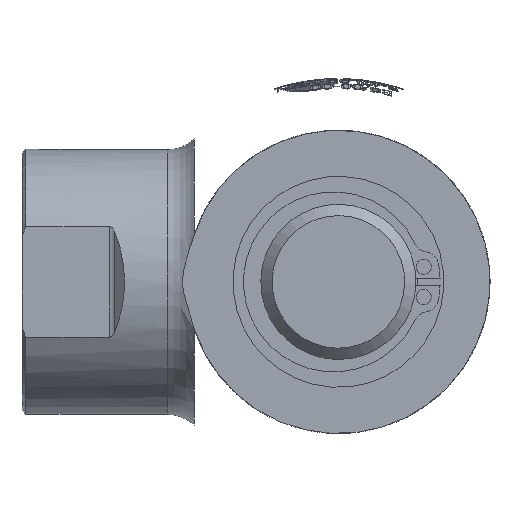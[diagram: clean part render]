
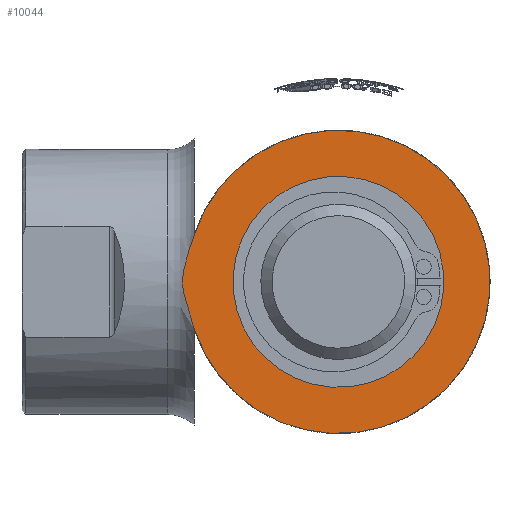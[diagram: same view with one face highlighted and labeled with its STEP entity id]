
A CAD part, left-side view. The second image highlights one B-rep face of the part: STEP entity #10044.
In plain terms, the highlighted planar face has unit normal (-1, 0, 0).
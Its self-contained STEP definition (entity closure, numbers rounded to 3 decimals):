
#223=B_SPLINE_CURVE_WITH_KNOTS('',3,(#14143,#14144,#14145,#14146,#14147,
#14148,#14149,#14150,#14151,#14152,#14153,#14154,#14155,#14156,#14157,#14158,
#14159,#14160,#14161,#14162,#14163,#14164,#14165),.UNSPECIFIED.,.F.,.F.,
(4,2,2,2,2,3,2,2,2,2,4),(-0.613,-0.6,-0.483,
-0.353,-0.177,0.,0.177,0.353,
0.483,0.6,0.613),.UNSPECIFIED.);
#1726=FACE_BOUND('',#2405,.T.);
#1828=FACE_OUTER_BOUND('',#2404,.T.);
#2404=EDGE_LOOP('',(#6228,#6229));
#2405=EDGE_LOOP('',(#6230));
#3051=CIRCLE('',#10647,14.);
#3055=CIRCLE('',#10653,20.125);
#3649=VERTEX_POINT('',#14111);
#3655=VERTEX_POINT('',#14140);
#3656=VERTEX_POINT('',#14141);
#4675=EDGE_CURVE('',#3649,#3649,#3051,.T.);
#4681=EDGE_CURVE('',#3655,#3656,#3055,.T.);
#4682=EDGE_CURVE('',#3656,#3655,#223,.F.);
#6228=ORIENTED_EDGE('',*,*,#4681,.T.);
#6229=ORIENTED_EDGE('',*,*,#4682,.T.);
#6230=ORIENTED_EDGE('',*,*,#4675,.T.);
#9165=PLANE('',#10652);
#10044=ADVANCED_FACE('',(#1828,#1726),#9165,.T.);
#10647=AXIS2_PLACEMENT_3D('',#14112,#11685,#11686);
#10652=AXIS2_PLACEMENT_3D('',#14139,#11695,#11696);
#10653=AXIS2_PLACEMENT_3D('',#14142,#11697,#11698);
#11685=DIRECTION('center_axis',(1.,0.,0.));
#11686=DIRECTION('ref_axis',(0.,-0.995,0.103));
#11695=DIRECTION('center_axis',(-1.,0.,0.));
#11696=DIRECTION('ref_axis',(0.,0.,1.));
#11697=DIRECTION('center_axis',(-1.,0.,0.));
#11698=DIRECTION('ref_axis',(0.,0.,1.));
#14111=CARTESIAN_POINT('',(-18.,-13.925,1.443));
#14112=CARTESIAN_POINT('Origin',(-18.,0.,0.));
#14139=CARTESIAN_POINT('Origin',(-18.,-20.,0.));
#14140=CARTESIAN_POINT('',(-18.,19.115,-6.294));
#14141=CARTESIAN_POINT('',(-18.,19.115,6.294));
#14142=CARTESIAN_POINT('Origin',(-18.,0.,0.));
#14143=CARTESIAN_POINT('Ctrl Pts',(-18.,19.115,-6.294));
#14144=CARTESIAN_POINT('Ctrl Pts',(-18.,19.129,-6.25));
#14145=CARTESIAN_POINT('Ctrl Pts',(-18.,19.144,-6.207));
#14146=CARTESIAN_POINT('Ctrl Pts',(-18.,19.281,-5.793));
#14147=CARTESIAN_POINT('Ctrl Pts',(-18.,19.431,-5.349));
#14148=CARTESIAN_POINT('Ctrl Pts',(-18.,19.694,-4.57));
#14149=CARTESIAN_POINT('Ctrl Pts',(-18.,19.859,-4.079));
#14150=CARTESIAN_POINT('Ctrl Pts',(-18.,20.167,-3.106));
#14151=CARTESIAN_POINT('Ctrl Pts',(-18.,20.351,-2.485));
#14152=CARTESIAN_POINT('Ctrl Pts',(-18.,20.619,-1.227));
#14153=CARTESIAN_POINT('Ctrl Pts',(-18.,20.695,-0.588));
#14154=CARTESIAN_POINT('Ctrl Pts',(-18.,20.695,0.));
#14155=CARTESIAN_POINT('Ctrl Pts',(-18.,20.695,0.588));
#14156=CARTESIAN_POINT('Ctrl Pts',(-18.,20.619,1.227));
#14157=CARTESIAN_POINT('Ctrl Pts',(-18.,20.351,2.485));
#14158=CARTESIAN_POINT('Ctrl Pts',(-18.,20.167,3.106));
#14159=CARTESIAN_POINT('Ctrl Pts',(-18.,19.859,4.079));
#14160=CARTESIAN_POINT('Ctrl Pts',(-18.,19.694,4.57));
#14161=CARTESIAN_POINT('Ctrl Pts',(-18.,19.431,5.349));
#14162=CARTESIAN_POINT('Ctrl Pts',(-18.,19.281,5.793));
#14163=CARTESIAN_POINT('Ctrl Pts',(-18.,19.144,6.207));
#14164=CARTESIAN_POINT('Ctrl Pts',(-18.,19.129,6.25));
#14165=CARTESIAN_POINT('Ctrl Pts',(-18.,19.115,6.294));
